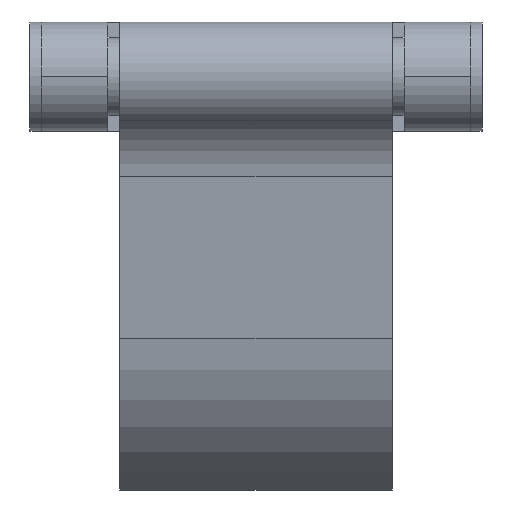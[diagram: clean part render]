
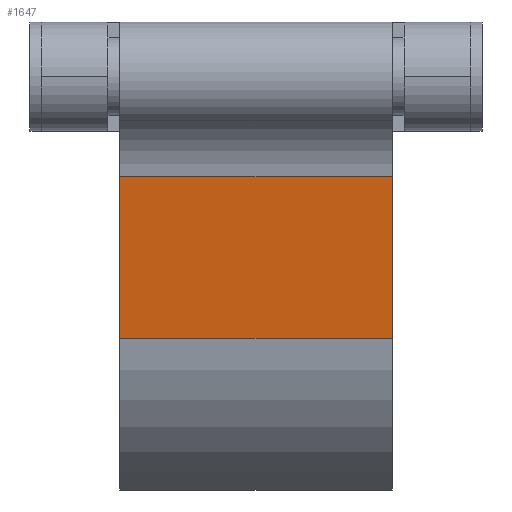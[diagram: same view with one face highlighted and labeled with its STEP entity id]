
A CAD part, top view. The second image highlights one B-rep face of the part: STEP entity #1647.
In plain terms, the highlighted planar face has unit normal (0, -0.13, 0.992).
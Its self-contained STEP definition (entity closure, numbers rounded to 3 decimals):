
#1582=CARTESIAN_POINT('',(17.5,-40.541,13.383));
#1583=VERTEX_POINT('',#1582);
#1591=CARTESIAN_POINT('',(-17.5,-40.541,13.383));
#1592=VERTEX_POINT('',#1591);
#1593=CARTESIAN_POINT('',(17.5,-40.541,13.383));
#1594=DIRECTION('',(-1.0,0.0,0.0));
#1595=VECTOR('',#1594,35.0);
#1596=LINE('',#1593,#1595);
#1597=EDGE_CURVE('',#1583,#1592,#1596,.T.);
#1617=CARTESIAN_POINT('',(17.5,-40.541,13.383));
#1618=DIRECTION('',(0.,-0.13,0.992));
#1619=DIRECTION('',(0.,0.992,0.13));
#1620=AXIS2_PLACEMENT_3D('',#1617,#1618,#1619);
#1621=PLANE('',#1620);
#1622=CARTESIAN_POINT('',(17.5,-19.852,16.087));
#1623=VERTEX_POINT('',#1622);
#1624=CARTESIAN_POINT('',(17.5,-40.541,13.383));
#1625=DIRECTION('',(0.0,0.992,0.13));
#1626=VECTOR('',#1625,20.864);
#1627=LINE('',#1624,#1626);
#1628=EDGE_CURVE('',#1583,#1623,#1627,.T.);
#1629=ORIENTED_EDGE('',*,*,#1628,.T.);
#1630=CARTESIAN_POINT('',(-17.5,-19.852,16.087));
#1631=VERTEX_POINT('',#1630);
#1632=CARTESIAN_POINT('',(17.5,-19.852,16.087));
#1633=DIRECTION('',(-1.0,0.0,0.0));
#1634=VECTOR('',#1633,35.0);
#1635=LINE('',#1632,#1634);
#1636=EDGE_CURVE('',#1623,#1631,#1635,.T.);
#1637=ORIENTED_EDGE('',*,*,#1636,.T.);
#1638=CARTESIAN_POINT('',(-17.5,-40.541,13.383));
#1639=DIRECTION('',(0.0,0.992,0.13));
#1640=VECTOR('',#1639,20.864);
#1641=LINE('',#1638,#1640);
#1642=EDGE_CURVE('',#1592,#1631,#1641,.T.);
#1643=ORIENTED_EDGE('',*,*,#1642,.F.);
#1644=ORIENTED_EDGE('',*,*,#1597,.F.);
#1645=EDGE_LOOP('',(#1629,#1637,#1643,#1644));
#1646=FACE_OUTER_BOUND('',#1645,.T.);
#1647=ADVANCED_FACE('',(#1646),#1621,.T.);
